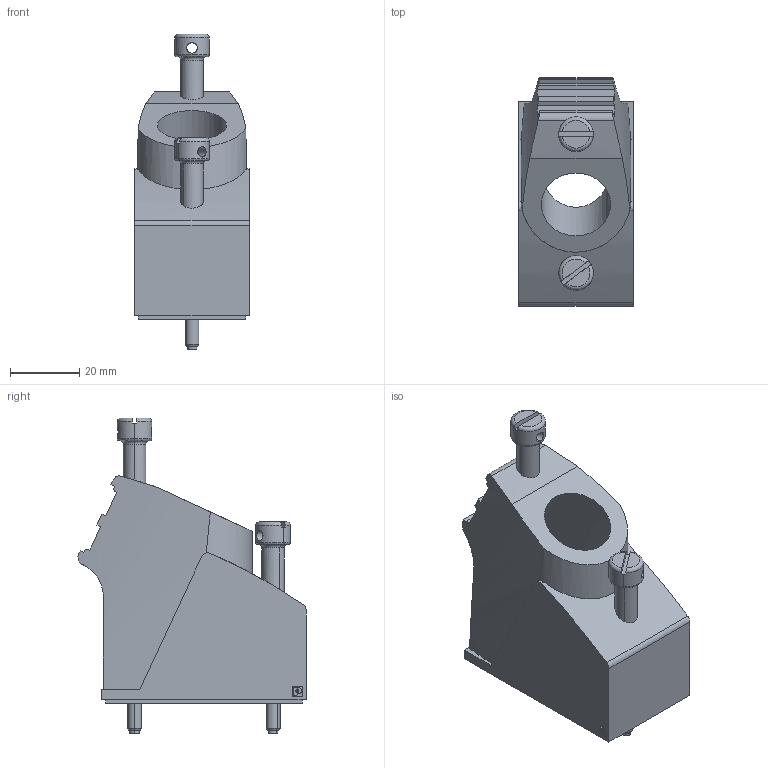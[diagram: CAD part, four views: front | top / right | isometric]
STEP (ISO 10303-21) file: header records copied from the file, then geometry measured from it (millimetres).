
FILE_DESCRIPTION(('Creo Elements/Direct Modeling STEP Export'),'2;1');
FILE_NAME('model.stp','2020-12-02T 9:38:18',(''),(''),'Creo Elements/Direct Modeling STEP processor for AP214 (Solid Model)','Creo Elements/Direct Modeling 20.1A 29-Sep-2018 (C) Parametric Technology GmbH','');
FILE_SCHEMA(('AUTOMOTIVE_DESIGN { 1 0 10303 214 1 1 1 1 }'));
Length unit declared in the file: millimetre
Products named in the file (2): VC-T1-R-M20_pluscon-select
Assembly tree (1 placements, depth 2):
  VC-T1-R-M20_pluscon-select
    VC-T1-R-M20_pluscon-select
Bounding box: 33 x 65.83 x 91.2 mm (x, y, z)
Volume: 45825.8 mm3; surface area: 21200.4 mm2
Topology: 1 solids, 1 shells, 164 faces, 416 edges, 274 vertices
Faces by surface type: plane 83, cylinder 65, torus 12, cone 4
Entity records: 9573 total; most frequent: CARTESIAN_POINT 4295, ORIENTED_EDGE 832, DIRECTION 781, EDGE_CURVE 416, AXIS2_PLACEMENT_3D 280, VERTEX_POINT 274, VECTOR 221, LINE 221
